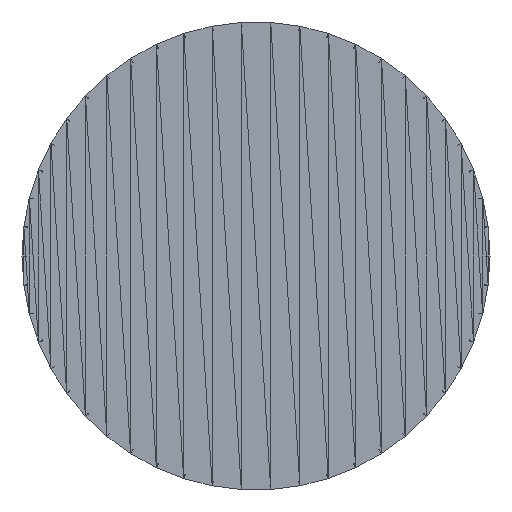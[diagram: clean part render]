
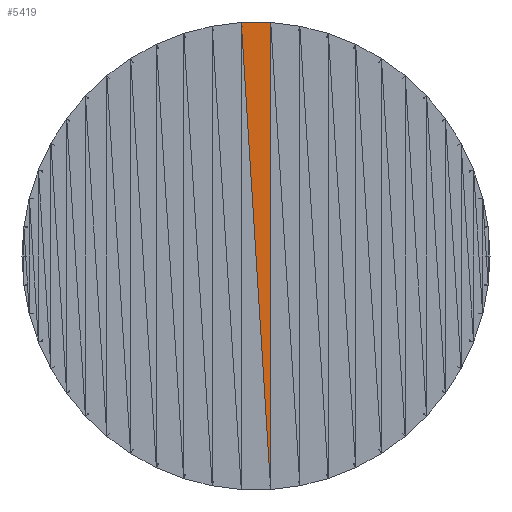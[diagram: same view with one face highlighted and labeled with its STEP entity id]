
A CAD part, top view. The second image highlights one B-rep face of the part: STEP entity #5419.
In plain terms, the highlighted planar face has unit normal (0, 0, 1).
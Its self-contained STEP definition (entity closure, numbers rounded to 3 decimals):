
#2583 = VERTEX_POINT('',#2584);
#2584 = CARTESIAN_POINT('',(0.182,-2.894,0.));
#2624 = PLANE('',#2625);
#2625 = AXIS2_PLACEMENT_3D('',#2626,#2627,#2628);
#2626 = CARTESIAN_POINT('',(-0.088,-0.088,0.)
  );
#2627 = DIRECTION('',(0.,0.,1.));
#2628 = DIRECTION('',(1.,0.,-0.));
#2741 = PLANE('',#2742);
#2742 = AXIS2_PLACEMENT_3D('',#2743,#2744,#2745);
#2743 = CARTESIAN_POINT('',(0.275,-0.077,0.));
#2744 = DIRECTION('',(0.,0.,1.));
#2745 = DIRECTION('',(1.,0.,-0.));
#5229 = VERTEX_POINT('',#5230);
#5230 = CARTESIAN_POINT('',(0.182,2.894,0.));
#5376 = PLANE('',#5377);
#5377 = AXIS2_PLACEMENT_3D('',#5378,#5379,#5380);
#5378 = CARTESIAN_POINT('',(0.043,2.249,
    -0.785));
#5379 = DIRECTION('',(0.,0.773,-0.635)
  );
#5380 = DIRECTION('',(0.,0.635,0.773));
#5392 = EDGE_CURVE('',#5229,#2583,#5393,.T.);
#5393 = SURFACE_CURVE('',#5394,(#5398,#5405),.PCURVE_S1.);
#5394 = LINE('',#5395,#5396);
#5395 = CARTESIAN_POINT('',(0.182,2.894,0.));
#5396 = VECTOR('',#5397,1.);
#5397 = DIRECTION('',(0.,-1.,0.));
#5398 = PCURVE('',#2741,#5399);
#5399 = DEFINITIONAL_REPRESENTATION('',(#5400),#5404);
#5400 = LINE('',#5401,#5402);
#5401 = CARTESIAN_POINT('',(-0.093,2.971));
#5402 = VECTOR('',#5403,1.);
#5403 = DIRECTION('',(0.,-1.));
#5404 = ( GEOMETRIC_REPRESENTATION_CONTEXT(2) 
PARAMETRIC_REPRESENTATION_CONTEXT() REPRESENTATION_CONTEXT('2D SPACE',''
  ) );
#5405 = PCURVE('',#5406,#5411);
#5406 = PLANE('',#5407);
#5407 = AXIS2_PLACEMENT_3D('',#5408,#5409,#5410);
#5408 = CARTESIAN_POINT('',(0.088,0.088,0.));
#5409 = DIRECTION('',(0.,0.,1.));
#5410 = DIRECTION('',(1.,0.,-0.));
#5411 = DEFINITIONAL_REPRESENTATION('',(#5412),#5416);
#5412 = LINE('',#5413,#5414);
#5413 = CARTESIAN_POINT('',(0.094,2.806));
#5414 = VECTOR('',#5415,1.);
#5415 = DIRECTION('',(0.,-1.));
#5416 = ( GEOMETRIC_REPRESENTATION_CONTEXT(2) 
PARAMETRIC_REPRESENTATION_CONTEXT() REPRESENTATION_CONTEXT('2D SPACE',''
  ) );
#5419 = ADVANCED_FACE('',(#5420),#5406,.T.);
#5420 = FACE_BOUND('',#5421,.T.);
#5421 = EDGE_LOOP('',(#5422,#5445,#5446));
#5422 = ORIENTED_EDGE('',*,*,#5423,.T.);
#5423 = EDGE_CURVE('',#5424,#2583,#5426,.T.);
#5424 = VERTEX_POINT('',#5425);
#5425 = CARTESIAN_POINT('',(-0.182,2.894,0.));
#5426 = SURFACE_CURVE('',#5427,(#5431,#5438),.PCURVE_S1.);
#5427 = LINE('',#5428,#5429);
#5428 = CARTESIAN_POINT('',(-0.182,2.894,0.));
#5429 = VECTOR('',#5430,1.);
#5430 = DIRECTION('',(0.063,-0.998,0.));
#5431 = PCURVE('',#5406,#5432);
#5432 = DEFINITIONAL_REPRESENTATION('',(#5433),#5437);
#5433 = LINE('',#5434,#5435);
#5434 = CARTESIAN_POINT('',(-0.27,2.806));
#5435 = VECTOR('',#5436,1.);
#5436 = DIRECTION('',(0.063,-0.998));
#5437 = ( GEOMETRIC_REPRESENTATION_CONTEXT(2) 
PARAMETRIC_REPRESENTATION_CONTEXT() REPRESENTATION_CONTEXT('2D SPACE',''
  ) );
#5438 = PCURVE('',#2624,#5439);
#5439 = DEFINITIONAL_REPRESENTATION('',(#5440),#5444);
#5440 = LINE('',#5441,#5442);
#5441 = CARTESIAN_POINT('',(-0.094,2.982));
#5442 = VECTOR('',#5443,1.);
#5443 = DIRECTION('',(0.063,-0.998));
#5444 = ( GEOMETRIC_REPRESENTATION_CONTEXT(2) 
PARAMETRIC_REPRESENTATION_CONTEXT() REPRESENTATION_CONTEXT('2D SPACE',''
  ) );
#5445 = ORIENTED_EDGE('',*,*,#5392,.F.);
#5446 = ORIENTED_EDGE('',*,*,#5447,.T.);
#5447 = EDGE_CURVE('',#5229,#5424,#5448,.T.);
#5448 = SURFACE_CURVE('',#5449,(#5453,#5460),.PCURVE_S1.);
#5449 = LINE('',#5450,#5451);
#5450 = CARTESIAN_POINT('',(0.182,2.894,0.));
#5451 = VECTOR('',#5452,1.);
#5452 = DIRECTION('',(-1.,0.,0.));
#5453 = PCURVE('',#5406,#5454);
#5454 = DEFINITIONAL_REPRESENTATION('',(#5455),#5459);
#5455 = LINE('',#5456,#5457);
#5456 = CARTESIAN_POINT('',(0.094,2.806));
#5457 = VECTOR('',#5458,1.);
#5458 = DIRECTION('',(-1.,0.));
#5459 = ( GEOMETRIC_REPRESENTATION_CONTEXT(2) 
PARAMETRIC_REPRESENTATION_CONTEXT() REPRESENTATION_CONTEXT('2D SPACE',''
  ) );
#5460 = PCURVE('',#5376,#5461);
#5461 = DEFINITIONAL_REPRESENTATION('',(#5462),#5466);
#5462 = LINE('',#5463,#5464);
#5463 = CARTESIAN_POINT('',(1.017,0.139));
#5464 = VECTOR('',#5465,1.);
#5465 = DIRECTION('',(0.,-1.));
#5466 = ( GEOMETRIC_REPRESENTATION_CONTEXT(2) 
PARAMETRIC_REPRESENTATION_CONTEXT() REPRESENTATION_CONTEXT('2D SPACE',''
  ) );
